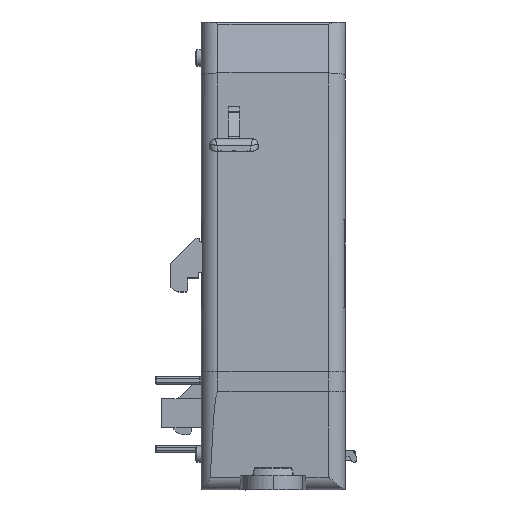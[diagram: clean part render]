
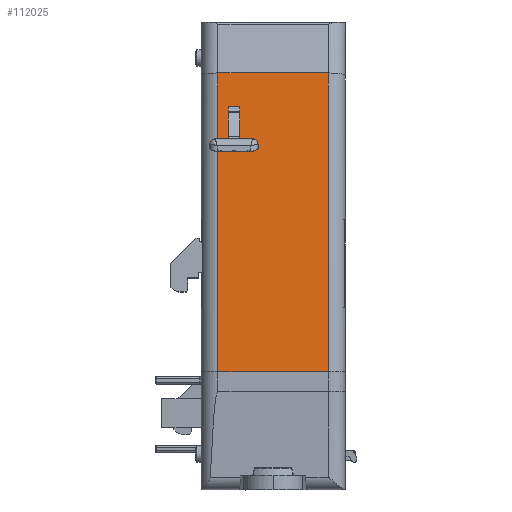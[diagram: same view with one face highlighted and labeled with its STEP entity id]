
A CAD part, front view. The second image highlights one B-rep face of the part: STEP entity #112025.
In plain terms, the highlighted planar face has unit normal (0, -0.999, 0.044).
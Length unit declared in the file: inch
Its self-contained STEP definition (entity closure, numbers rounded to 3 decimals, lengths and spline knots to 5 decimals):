
#81 = VERTEX_POINT ( 'NONE', #159491 ) ;
#6580 = DIRECTION ( 'NONE',  ( 0., 0.044, 0.999 ) ) ;
#10222 = VERTEX_POINT ( 'NONE', #145276 ) ;
#12854 = LINE ( 'NONE', #61423, #37074 ) ;
#13300 = VECTOR ( 'NONE', #6580, 39.37008 ) ;
#17707 = CARTESIAN_POINT ( 'NONE',  ( 0.63541, -1.75976, -0.76539 ) ) ;
#18425 = EDGE_CURVE ( 'NONE', #10222, #126146, #121863, .T. ) ;
#19381 = CARTESIAN_POINT ( 'NONE',  ( -0.24746, -1.82827, -2.33452 ) ) ;
#27996 = EDGE_LOOP ( 'NONE', ( #127650, #34365, #43847, #72616 ) ) ;
#28155 = DIRECTION ( 'NONE',  ( 0., -0.044, -0.999 ) ) ;
#31001 = CARTESIAN_POINT ( 'NONE',  ( -0.17505, -1.92586, -4.56957 ) ) ;
#32598 = DIRECTION ( 'NONE',  ( -1., 0., 0. ) ) ;
#33688 = VERTEX_POINT ( 'NONE', #100010 ) ;
#34365 = ORIENTED_EDGE ( 'NONE', *, *, #80790, .T. ) ;
#37074 = VECTOR ( 'NONE', #112175, 39.37008 ) ;
#38773 = CARTESIAN_POINT ( 'NONE',  ( -0.09629, -1.92586, -4.56957 ) ) ;
#40021 = CARTESIAN_POINT ( 'NONE',  ( 0.63541, -1.92586, -4.56957 ) ) ;
#42332 = EDGE_CURVE ( 'NONE', #44923, #126146, #124153, .T. ) ;
#43282 = VECTOR ( 'NONE', #32598, 39.37008 ) ;
#43847 = ORIENTED_EDGE ( 'NONE', *, *, #157354, .T. ) ;
#44923 = VERTEX_POINT ( 'NONE', #71038 ) ;
#55016 = CARTESIAN_POINT ( 'NONE',  ( 0.51828, -1.92586, -4.56957 ) ) ;
#56214 = EDGE_CURVE ( 'NONE', #44923, #121614, #127194, .T. ) ;
#56889 = CARTESIAN_POINT ( 'NONE',  ( -0.13567, -1.74776, -0.49051 ) ) ;
#61423 = CARTESIAN_POINT ( 'NONE',  ( 0.63541, -1.82827, -2.33452 ) ) ;
#70092 = DIRECTION ( 'NONE',  ( 0., -0.044, -0.999 ) ) ;
#71038 = CARTESIAN_POINT ( 'NONE',  ( -0.09629, -1.74776, -0.49051 ) ) ;
#72616 = ORIENTED_EDGE ( 'NONE', *, *, #74979, .T. ) ;
#73733 = LINE ( 'NONE', #55016, #13300 ) ;
#74979 = EDGE_CURVE ( 'NONE', #135603, #143323, #128624, .T. ) ;
#80790 = EDGE_CURVE ( 'NONE', #33688, #81, #73733, .T. ) ;
#81217 = EDGE_CURVE ( 'NONE', #10222, #121614, #107990, .T. ) ;
#87656 = AXIS2_PLACEMENT_3D ( 'NONE', #40021, #143212, #28155 ) ;
#87809 = VECTOR ( 'NONE', #106802, 39.37008 ) ;
#93188 = ORIENTED_EDGE ( 'NONE', *, *, #56214, .T. ) ;
#96407 = CARTESIAN_POINT ( 'NONE',  ( -0.09629, -1.75976, -0.76539 ) ) ;
#98297 = EDGE_LOOP ( 'NONE', ( #165639, #93188, #102865, #163056 ) ) ;
#100010 = CARTESIAN_POINT ( 'NONE',  ( 0.51828, -1.82827, -2.33452 ) ) ;
#102078 = FACE_OUTER_BOUND ( 'NONE', #27996, .T. ) ;
#102865 = ORIENTED_EDGE ( 'NONE', *, *, #81217, .F. ) ;
#106050 = VECTOR ( 'NONE', #118975, 39.37008 ) ;
#106802 = DIRECTION ( 'NONE',  ( 1., 0., 0. ) ) ;
#107856 = LINE ( 'NONE', #158941, #43282 ) ;
#107990 = LINE ( 'NONE', #17707, #87809 ) ;
#112025 = ADVANCED_FACE ( 'NONE', ( #102078, #166613 ), #155660, .T. ) ;
#112175 = DIRECTION ( 'NONE',  ( -1., 0., 0. ) ) ;
#118720 = EDGE_CURVE ( 'NONE', #33688, #143323, #12854, .T. ) ;
#118975 = DIRECTION ( 'NONE',  ( -1., 0., 0. ) ) ;
#121162 = VECTOR ( 'NONE', #153859, 39.37008 ) ;
#121249 = DIRECTION ( 'NONE',  ( 0., 0.044, 0.999 ) ) ;
#121614 = VERTEX_POINT ( 'NONE', #96407 ) ;
#121863 = LINE ( 'NONE', #31001, #138016 ) ;
#124131 = CARTESIAN_POINT ( 'NONE',  ( -0.17505, -1.74776, -0.49051 ) ) ;
#124153 = LINE ( 'NONE', #56889, #106050 ) ;
#126146 = VERTEX_POINT ( 'NONE', #124131 ) ;
#127194 = LINE ( 'NONE', #38773, #121162 ) ;
#127650 = ORIENTED_EDGE ( 'NONE', *, *, #118720, .F. ) ;
#127660 = CARTESIAN_POINT ( 'NONE',  ( -0.24746, -1.82827, -2.33452 ) ) ;
#128624 = LINE ( 'NONE', #19381, #154855 ) ;
#135603 = VERTEX_POINT ( 'NONE', #137816 ) ;
#137816 = CARTESIAN_POINT ( 'NONE',  ( -0.24746, -1.73772, -0.26054 ) ) ;
#138016 = VECTOR ( 'NONE', #121249, 39.37008 ) ;
#143212 = DIRECTION ( 'NONE',  ( 0., -0.999, 0.044 ) ) ;
#143323 = VERTEX_POINT ( 'NONE', #127660 ) ;
#145276 = CARTESIAN_POINT ( 'NONE',  ( -0.17505, -1.75976, -0.76539 ) ) ;
#153859 = DIRECTION ( 'NONE',  ( 0., -0.044, -0.999 ) ) ;
#154855 = VECTOR ( 'NONE', #70092, 39.37008 ) ;
#155660 = PLANE ( 'NONE',  #87656 ) ;
#157354 = EDGE_CURVE ( 'NONE', #81, #135603, #107856, .T. ) ;
#158941 = CARTESIAN_POINT ( 'NONE',  ( 0.63541, -1.73772, -0.26054 ) ) ;
#159491 = CARTESIAN_POINT ( 'NONE',  ( 0.51828, -1.73772, -0.26054 ) ) ;
#163056 = ORIENTED_EDGE ( 'NONE', *, *, #18425, .T. ) ;
#165639 = ORIENTED_EDGE ( 'NONE', *, *, #42332, .F. ) ;
#166613 = FACE_BOUND ( 'NONE', #98297, .T. ) ;
